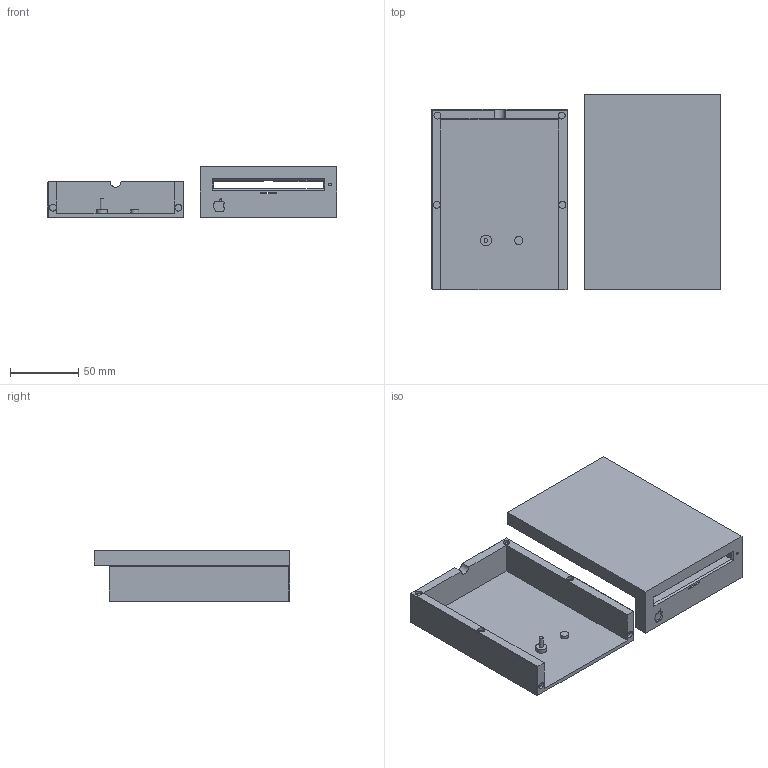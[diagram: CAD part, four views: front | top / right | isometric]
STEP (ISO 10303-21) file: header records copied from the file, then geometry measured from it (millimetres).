
FILE_DESCRIPTION(('HOOPS Exchange Step'),'2;1');
FILE_NAME('temp_export','2025-06-05T12:19:49-04:00',('mcbeav'),('Shapr3D Limited'),'HOOPS Exchange 2024.8','Shapr3D','Authorized');
FILE_SCHEMA( ('AP242_MANAGED_MODEL_BASED_3D_ENGINEERING_MIM_LF {1 0 10303 442 1 1 4}') );
Length unit declared in the file: millimetre
Products named in the file (3): BlueSCSI; Prototyping; root
Assembly tree (2 placements, depth 2):
  root
    BlueSCSI
    Prototyping
Bounding box: 212 x 143 x 37 mm (x, y, z)
Volume: 178384.6 mm3; surface area: 90288.5 mm2
Topology: 2 solids, 2 shells, 215 faces, 607 edges, 408 vertices
Faces by surface type: plane 131, cylinder 58, bspline 26
Full cylindrical faces by diameter (mm): 2 x1, 2.8 x1, 5.1 x12, 6 x1, 8 x1
Entity records: 7492 total; most frequent: CARTESIAN_POINT 1822, ORIENTED_EDGE 1214, DIRECTION 1079, EDGE_CURVE 607, VECTOR 421, LINE 421, VERTEX_POINT 408, AXIS2_PLACEMENT_3D 329
